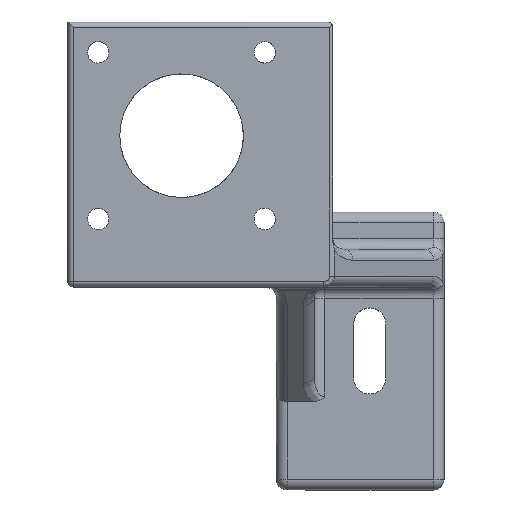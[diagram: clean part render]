
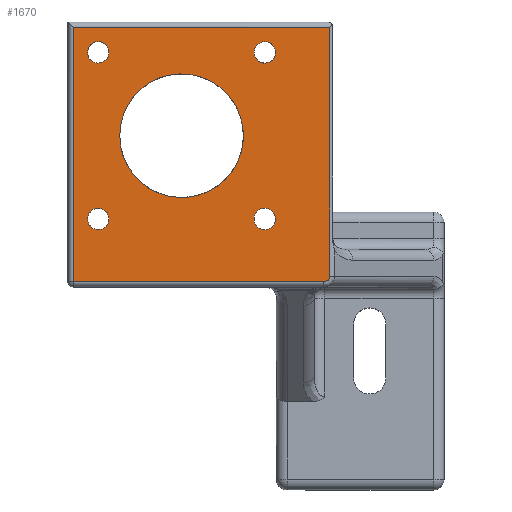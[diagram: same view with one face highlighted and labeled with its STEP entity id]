
A CAD part, top view. The second image highlights one B-rep face of the part: STEP entity #1670.
In plain terms, the highlighted planar face has unit normal (0, 0, 1).
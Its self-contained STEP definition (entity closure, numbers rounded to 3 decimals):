
#23=FACE_BOUND('',#512,.T.);
#24=FACE_BOUND('',#513,.T.);
#25=FACE_BOUND('',#514,.T.);
#26=FACE_BOUND('',#515,.T.);
#27=FACE_BOUND('',#516,.T.);
#48=PLANE('',#1842);
#117=LINE('',#3830,#221);
#119=LINE('',#3836,#223);
#120=LINE('',#3839,#224);
#121=LINE('',#3841,#225);
#221=VECTOR('',#2195,10.);
#223=VECTOR('',#2203,10.);
#224=VECTOR('',#2206,10.);
#225=VECTOR('',#2207,10.);
#343=ELLIPSE('',#1843,1.18,1.);
#402=FACE_OUTER_BOUND('',#511,.T.);
#511=EDGE_LOOP('',(#1333,#1334,#1335,#1336,#1337));
#512=EDGE_LOOP('',(#1338,#1339));
#513=EDGE_LOOP('',(#1340,#1341));
#514=EDGE_LOOP('',(#1342,#1343));
#515=EDGE_LOOP('',(#1344,#1345));
#516=EDGE_LOOP('',(#1346,#1347));
#615=CIRCLE('',#1844,2.);
#616=CIRCLE('',#1845,2.);
#617=CIRCLE('',#1846,2.);
#618=CIRCLE('',#1847,2.);
#619=CIRCLE('',#1848,2.);
#620=CIRCLE('',#1849,2.);
#621=CIRCLE('',#1850,11.5);
#622=CIRCLE('',#1851,11.5);
#623=CIRCLE('',#1852,2.);
#624=CIRCLE('',#1853,2.);
#793=VERTEX_POINT('',#3827);
#794=VERTEX_POINT('',#3829);
#795=VERTEX_POINT('',#3834);
#796=VERTEX_POINT('',#3838);
#797=VERTEX_POINT('',#3840);
#798=VERTEX_POINT('',#3843);
#799=VERTEX_POINT('',#3844);
#800=VERTEX_POINT('',#3847);
#801=VERTEX_POINT('',#3848);
#802=VERTEX_POINT('',#3851);
#803=VERTEX_POINT('',#3852);
#804=VERTEX_POINT('',#3855);
#805=VERTEX_POINT('',#3856);
#806=VERTEX_POINT('',#3859);
#807=VERTEX_POINT('',#3860);
#993=EDGE_CURVE('',#793,#794,#117,.T.);
#997=EDGE_CURVE('',#795,#793,#119,.T.);
#998=EDGE_CURVE('',#796,#795,#120,.T.);
#999=EDGE_CURVE('',#797,#796,#121,.T.);
#1000=EDGE_CURVE('',#794,#797,#343,.T.);
#1001=EDGE_CURVE('',#798,#799,#615,.T.);
#1002=EDGE_CURVE('',#799,#798,#616,.T.);
#1003=EDGE_CURVE('',#800,#801,#617,.T.);
#1004=EDGE_CURVE('',#801,#800,#618,.T.);
#1005=EDGE_CURVE('',#802,#803,#619,.T.);
#1006=EDGE_CURVE('',#803,#802,#620,.T.);
#1007=EDGE_CURVE('',#804,#805,#621,.T.);
#1008=EDGE_CURVE('',#805,#804,#622,.T.);
#1009=EDGE_CURVE('',#806,#807,#623,.T.);
#1010=EDGE_CURVE('',#807,#806,#624,.T.);
#1333=ORIENTED_EDGE('',*,*,#997,.F.);
#1334=ORIENTED_EDGE('',*,*,#998,.F.);
#1335=ORIENTED_EDGE('',*,*,#999,.F.);
#1336=ORIENTED_EDGE('',*,*,#1000,.F.);
#1337=ORIENTED_EDGE('',*,*,#993,.F.);
#1338=ORIENTED_EDGE('',*,*,#1001,.T.);
#1339=ORIENTED_EDGE('',*,*,#1002,.T.);
#1340=ORIENTED_EDGE('',*,*,#1003,.T.);
#1341=ORIENTED_EDGE('',*,*,#1004,.T.);
#1342=ORIENTED_EDGE('',*,*,#1005,.T.);
#1343=ORIENTED_EDGE('',*,*,#1006,.T.);
#1344=ORIENTED_EDGE('',*,*,#1007,.T.);
#1345=ORIENTED_EDGE('',*,*,#1008,.T.);
#1346=ORIENTED_EDGE('',*,*,#1009,.T.);
#1347=ORIENTED_EDGE('',*,*,#1010,.T.);
#1670=ADVANCED_FACE('',(#402,#23,#24,#25,#26,#27),#48,.T.);
#1842=AXIS2_PLACEMENT_3D('',#3837,#2204,#2205);
#1843=AXIS2_PLACEMENT_3D('',#3842,#2208,#2209);
#1844=AXIS2_PLACEMENT_3D('',#3845,#2210,#2211);
#1845=AXIS2_PLACEMENT_3D('',#3846,#2212,#2213);
#1846=AXIS2_PLACEMENT_3D('',#3849,#2214,#2215);
#1847=AXIS2_PLACEMENT_3D('',#3850,#2216,#2217);
#1848=AXIS2_PLACEMENT_3D('',#3853,#2218,#2219);
#1849=AXIS2_PLACEMENT_3D('',#3854,#2220,#2221);
#1850=AXIS2_PLACEMENT_3D('',#3857,#2222,#2223);
#1851=AXIS2_PLACEMENT_3D('',#3858,#2224,#2225);
#1852=AXIS2_PLACEMENT_3D('',#3861,#2226,#2227);
#1853=AXIS2_PLACEMENT_3D('',#3862,#2228,#2229);
#2195=DIRECTION('',(0.,-1.,0.));
#2203=DIRECTION('',(1.,0.,0.));
#2204=DIRECTION('center_axis',(0.,0.,1.));
#2205=DIRECTION('ref_axis',(0.,-1.,0.));
#2206=DIRECTION('',(0.,1.,0.));
#2207=DIRECTION('',(-1.,0.,0.));
#2208=DIRECTION('center_axis',(0.,0.,-1.));
#2209=DIRECTION('ref_axis',(1.,0.,0.));
#2210=DIRECTION('center_axis',(0.,0.,-1.));
#2211=DIRECTION('ref_axis',(1.,0.,0.));
#2212=DIRECTION('center_axis',(0.,0.,-1.));
#2213=DIRECTION('ref_axis',(1.,0.,0.));
#2214=DIRECTION('center_axis',(0.,0.,-1.));
#2215=DIRECTION('ref_axis',(1.,0.,0.));
#2216=DIRECTION('center_axis',(0.,0.,-1.));
#2217=DIRECTION('ref_axis',(1.,0.,0.));
#2218=DIRECTION('center_axis',(0.,0.,-1.));
#2219=DIRECTION('ref_axis',(1.,0.,0.));
#2220=DIRECTION('center_axis',(0.,0.,-1.));
#2221=DIRECTION('ref_axis',(1.,0.,0.));
#2222=DIRECTION('center_axis',(0.,0.,-1.));
#2223=DIRECTION('ref_axis',(1.,0.,0.));
#2224=DIRECTION('center_axis',(0.,0.,-1.));
#2225=DIRECTION('ref_axis',(1.,0.,0.));
#2226=DIRECTION('center_axis',(0.,0.,-1.));
#2227=DIRECTION('ref_axis',(1.,0.,0.));
#2228=DIRECTION('center_axis',(0.,0.,-1.));
#2229=DIRECTION('ref_axis',(1.,0.,0.));
#3827=CARTESIAN_POINT('',(6.447,76.6,40.));
#3829=CARTESIAN_POINT('',(6.447,30.3,40.));
#3830=CARTESIAN_POINT('',(6.447,17.65,40.));
#3834=CARTESIAN_POINT('',(-41.3,76.6,40.));
#3836=CARTESIAN_POINT('',(0.,76.6,40.));
#3837=CARTESIAN_POINT('Origin',(0.,35.3,40.));
#3838=CARTESIAN_POINT('',(-41.3,29.3,40.));
#3839=CARTESIAN_POINT('',(-41.3,37.05,40.));
#3840=CARTESIAN_POINT('',(5.266,29.3,40.));
#3841=CARTESIAN_POINT('',(0.,29.3,40.));
#3842=CARTESIAN_POINT('Origin',(5.266,30.3,40.));
#3843=CARTESIAN_POINT('',(-7.064,70.536,40.));
#3844=CARTESIAN_POINT('',(-7.65,71.95,40.));
#3845=CARTESIAN_POINT('Origin',(-5.65,71.95,40.));
#3846=CARTESIAN_POINT('Origin',(-5.65,71.95,40.));
#3847=CARTESIAN_POINT('',(-35.236,42.364,40.));
#3848=CARTESIAN_POINT('',(-38.65,40.95,40.));
#3849=CARTESIAN_POINT('Origin',(-36.65,40.95,40.));
#3850=CARTESIAN_POINT('Origin',(-36.65,40.95,40.));
#3851=CARTESIAN_POINT('',(-4.236,39.536,40.));
#3852=CARTESIAN_POINT('',(-7.65,40.95,40.));
#3853=CARTESIAN_POINT('Origin',(-5.65,40.95,40.));
#3854=CARTESIAN_POINT('Origin',(-5.65,40.95,40.));
#3855=CARTESIAN_POINT('',(-13.018,48.318,40.));
#3856=CARTESIAN_POINT('',(-32.65,56.45,40.));
#3857=CARTESIAN_POINT('Origin',(-21.15,56.45,40.));
#3858=CARTESIAN_POINT('Origin',(-21.15,56.45,40.));
#3859=CARTESIAN_POINT('',(-38.064,73.364,40.));
#3860=CARTESIAN_POINT('',(-38.65,71.95,40.));
#3861=CARTESIAN_POINT('Origin',(-36.65,71.95,40.));
#3862=CARTESIAN_POINT('Origin',(-36.65,71.95,40.));
